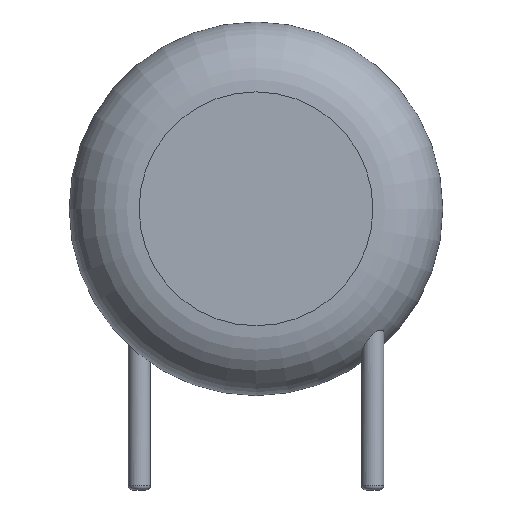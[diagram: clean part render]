
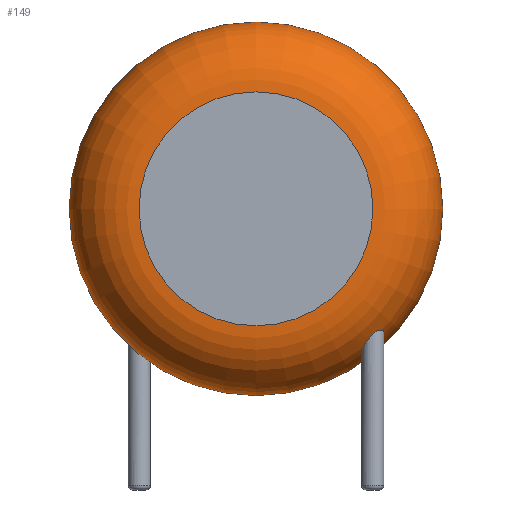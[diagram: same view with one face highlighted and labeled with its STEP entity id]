
A CAD part, front view. The second image highlights one B-rep face of the part: STEP entity #149.
In plain terms, the highlighted toroidal (fillet/blend) face has major radius 3.756 mm and minor radius 2.244 mm.
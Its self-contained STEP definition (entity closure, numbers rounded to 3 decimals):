
#24 = VERTEX_POINT('',#25);
#25 = CARTESIAN_POINT('',(9.75,-1.156,6.03));
#31 = EDGE_CURVE('',#24,#24,#32,.T.);
#32 = CIRCLE('',#33,6.);
#33 = AXIS2_PLACEMENT_3D('',#34,#35,#36);
#34 = CARTESIAN_POINT('',(3.75,-1.156,6.03));
#35 = DIRECTION('',(0.,-1.,0.));
#36 = DIRECTION('',(1.,0.,0.));
#149 = ADVANCED_FACE('',(#150,#170),#249,.T.);
#150 = FACE_BOUND('',#151,.T.);
#151 = EDGE_LOOP('',(#152,#153,#162,#169));
#152 = ORIENTED_EDGE('',*,*,#31,.T.);
#153 = ORIENTED_EDGE('',*,*,#154,.T.);
#154 = EDGE_CURVE('',#24,#155,#157,.T.);
#155 = VERTEX_POINT('',#156);
#156 = CARTESIAN_POINT('',(7.506,-3.4,6.03));
#157 = CIRCLE('',#158,2.244);
#158 = AXIS2_PLACEMENT_3D('',#159,#160,#161);
#159 = CARTESIAN_POINT('',(7.506,-1.156,6.03));
#160 = DIRECTION('',(0.,0.,-1.));
#161 = DIRECTION('',(1.,0.,0.));
#162 = ORIENTED_EDGE('',*,*,#163,.F.);
#163 = EDGE_CURVE('',#155,#155,#164,.T.);
#164 = CIRCLE('',#165,3.756);
#165 = AXIS2_PLACEMENT_3D('',#166,#167,#168);
#166 = CARTESIAN_POINT('',(3.75,-3.4,6.03));
#167 = DIRECTION('',(0.,-1.,0.));
#168 = DIRECTION('',(1.,0.,0.));
#169 = ORIENTED_EDGE('',*,*,#154,.F.);
#170 = FACE_BOUND('',#171,.T.);
#171 = EDGE_LOOP('',(#172,#202));
#172 = ORIENTED_EDGE('',*,*,#173,.T.);
#173 = EDGE_CURVE('',#174,#176,#178,.T.);
#174 = VERTEX_POINT('',#175);
#175 = CARTESIAN_POINT('',(7.86,-2.2,2.02));
#176 = VERTEX_POINT('',#177);
#177 = CARTESIAN_POINT('',(7.202,-1.998,1.324
));
#178 = B_SPLINE_CURVE_WITH_KNOTS('',8,(#179,#180,#181,#182,#183,#184,
#185,#186,#187,#188,#189,#190,#191,#192,#193,#194,#195,#196,#197,
#198,#199,#200,#201),.UNSPECIFIED.,.F.,.F.,(9,7,7,9),(0.,
0.316,0.74,1.),.UNSPECIFIED.);
#179 = CARTESIAN_POINT('',(7.86,-2.2,2.02));
#180 = CARTESIAN_POINT('',(7.86,-2.165,1.993));
#181 = CARTESIAN_POINT('',(7.856,-2.13,1.964)
);
#182 = CARTESIAN_POINT('',(7.848,-2.096,1.934
));
#183 = CARTESIAN_POINT('',(7.837,-2.063,1.902)
);
#184 = CARTESIAN_POINT('',(7.822,-2.032,1.868
));
#185 = CARTESIAN_POINT('',(7.805,-2.003,1.834
));
#186 = CARTESIAN_POINT('',(7.784,-1.976,1.8
));
#187 = CARTESIAN_POINT('',(7.728,-1.918,1.718
));
#188 = CARTESIAN_POINT('',(7.692,-1.889,1.67
));
#189 = CARTESIAN_POINT('',(7.651,-1.866,1.622
));
#190 = CARTESIAN_POINT('',(7.606,-1.848,1.575
));
#191 = CARTESIAN_POINT('',(7.557,-1.837,1.53)
);
#192 = CARTESIAN_POINT('',(7.507,-1.834,1.486)
);
#193 = CARTESIAN_POINT('',(7.456,-1.839,1.447
));
#194 = CARTESIAN_POINT('',(7.376,-1.86,1.393
));
#195 = CARTESIAN_POINT('',(7.346,-1.872,1.374
));
#196 = CARTESIAN_POINT('',(7.318,-1.886,1.358
));
#197 = CARTESIAN_POINT('',(7.29,-1.903,1.345
));
#198 = CARTESIAN_POINT('',(7.264,-1.924,1.334
));
#199 = CARTESIAN_POINT('',(7.241,-1.947,1.328
));
#200 = CARTESIAN_POINT('',(7.22,-1.971,1.324)
);
#201 = CARTESIAN_POINT('',(7.202,-1.998,1.324
));
#202 = ORIENTED_EDGE('',*,*,#203,.T.);
#203 = EDGE_CURVE('',#176,#174,#204,.T.);
#204 = B_SPLINE_CURVE_WITH_KNOTS('',7,(#205,#206,#207,#208,#209,#210,
#211,#212,#213,#214,#215,#216,#217,#218,#219,#220,#221,#222,#223,
#224,#225,#226,#227,#228,#229,#230,#231,#232,#233,#234,#235,#236,
#237,#238,#239,#240,#241,#242,#243,#244,#245,#246,#247,#248),
.UNSPECIFIED.,.F.,.F.,(8,6,6,6,6,6,6,8),(0.,0.209,
0.417,0.614,0.76,0.848,
0.895,1.),.UNSPECIFIED.);
#205 = CARTESIAN_POINT('',(7.202,-1.998,1.324
));
#206 = CARTESIAN_POINT('',(7.177,-2.034,1.325
));
#207 = CARTESIAN_POINT('',(7.158,-2.074,1.331
));
#208 = CARTESIAN_POINT('',(7.145,-2.115,1.345
));
#209 = CARTESIAN_POINT('',(7.138,-2.157,1.365
));
#210 = CARTESIAN_POINT('',(7.136,-2.198,1.39)
);
#211 = CARTESIAN_POINT('',(7.14,-2.238,1.419
));
#212 = CARTESIAN_POINT('',(7.156,-2.313,1.485
));
#213 = CARTESIAN_POINT('',(7.169,-2.349,1.522
));
#214 = CARTESIAN_POINT('',(7.185,-2.382,1.561
));
#215 = CARTESIAN_POINT('',(7.205,-2.413,1.603
));
#216 = CARTESIAN_POINT('',(7.228,-2.441,1.646)
);
#217 = CARTESIAN_POINT('',(7.255,-2.466,1.69
));
#218 = CARTESIAN_POINT('',(7.311,-2.508,1.776)
);
#219 = CARTESIAN_POINT('',(7.34,-2.526,1.818
));
#220 = CARTESIAN_POINT('',(7.372,-2.54,1.861)
);
#221 = CARTESIAN_POINT('',(7.406,-2.551,1.902
));
#222 = CARTESIAN_POINT('',(7.442,-2.558,1.942
));
#223 = CARTESIAN_POINT('',(7.479,-2.561,1.979
));
#224 = CARTESIAN_POINT('',(7.546,-2.558,2.039
));
#225 = CARTESIAN_POINT('',(7.575,-2.554,2.062
));
#226 = CARTESIAN_POINT('',(7.604,-2.547,2.082
));
#227 = CARTESIAN_POINT('',(7.633,-2.537,2.1)
);
#228 = CARTESIAN_POINT('',(7.661,-2.524,2.114)
);
#229 = CARTESIAN_POINT('',(7.688,-2.509,2.124)
);
#230 = CARTESIAN_POINT('',(7.728,-2.479,2.133)
);
#231 = CARTESIAN_POINT('',(7.742,-2.467,2.136
));
#232 = CARTESIAN_POINT('',(7.756,-2.455,2.136
));
#233 = CARTESIAN_POINT('',(7.768,-2.441,2.136
));
#234 = CARTESIAN_POINT('',(7.78,-2.427,2.134)
);
#235 = CARTESIAN_POINT('',(7.791,-2.413,2.131
));
#236 = CARTESIAN_POINT('',(7.806,-2.39,2.125
));
#237 = CARTESIAN_POINT('',(7.811,-2.381,2.122
));
#238 = CARTESIAN_POINT('',(7.816,-2.373,2.119)
);
#239 = CARTESIAN_POINT('',(7.82,-2.365,2.116
));
#240 = CARTESIAN_POINT('',(7.825,-2.356,2.113
));
#241 = CARTESIAN_POINT('',(7.828,-2.348,2.109
));
#242 = CARTESIAN_POINT('',(7.84,-2.32,2.096)
);
#243 = CARTESIAN_POINT('',(7.847,-2.3,2.086
));
#244 = CARTESIAN_POINT('',(7.852,-2.28,2.075
));
#245 = CARTESIAN_POINT('',(7.856,-2.26,2.062
));
#246 = CARTESIAN_POINT('',(7.859,-2.24,2.049
));
#247 = CARTESIAN_POINT('',(7.86,-2.22,2.035));
#248 = CARTESIAN_POINT('',(7.86,-2.2,2.02));
#249 = TOROIDAL_SURFACE('',#250,3.756,2.244);
#250 = AXIS2_PLACEMENT_3D('',#251,#252,#253);
#251 = CARTESIAN_POINT('',(3.75,-1.156,6.03));
#252 = DIRECTION('',(0.,-1.,0.));
#253 = DIRECTION('',(1.,0.,0.));
